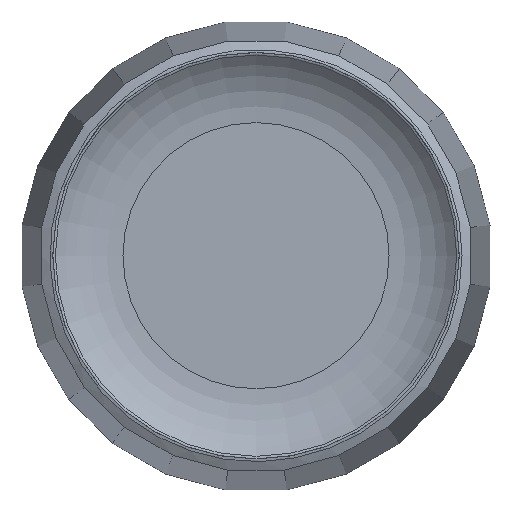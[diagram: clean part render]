
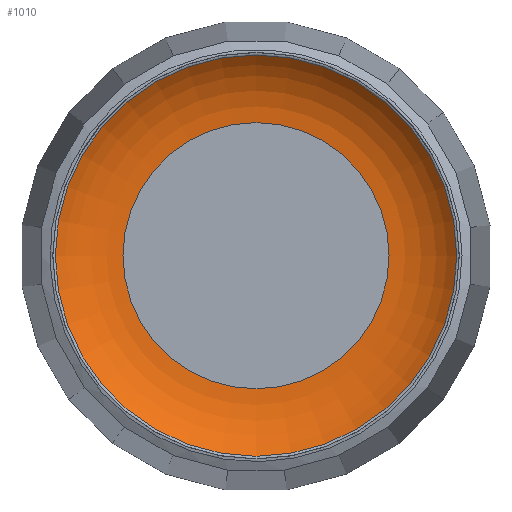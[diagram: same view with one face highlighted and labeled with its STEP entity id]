
A CAD part, top view. The second image highlights one B-rep face of the part: STEP entity #1010.
In plain terms, the highlighted toroidal (fillet/blend) face has major radius 10.887 mm and minor radius 8 mm.
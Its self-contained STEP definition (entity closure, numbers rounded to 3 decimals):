
#265=TOROIDAL_SURFACE('',#1094,10.887,8.);
#271=ORIENTED_EDGE('',*,*,#567,.T.);
#272=ORIENTED_EDGE('',*,*,#566,.F.);
#566=EDGE_CURVE('',#714,#714,#806,.T.);
#567=EDGE_CURVE('',#715,#715,#807,.T.);
#714=VERTEX_POINT('',#1497);
#715=VERTEX_POINT('',#1500);
#806=CIRCLE('',#1093,10.887);
#807=CIRCLE('',#1095,16.414);
#821=EDGE_LOOP('',(#271));
#822=EDGE_LOOP('',(#272));
#899=FACE_BOUND('',#821,.T.);
#900=FACE_BOUND('',#822,.T.);
#1010=ADVANCED_FACE('',(#899,#900),#265,.F.);
#1093=AXIS2_PLACEMENT_3D('',#1496,#1205,#1206);
#1094=AXIS2_PLACEMENT_3D('',#1498,#1207,#1208);
#1095=AXIS2_PLACEMENT_3D('',#1499,#1209,#1210);
#1205=DIRECTION('',(0.,0.,1.));
#1206=DIRECTION('',(1.,0.,0.));
#1207=DIRECTION('',(0.,0.,1.));
#1208=DIRECTION('',(1.,0.,0.));
#1209=DIRECTION('',(0.,0.,1.));
#1210=DIRECTION('',(1.,0.,0.));
#1496=CARTESIAN_POINT('',(0.,0.,15.2));
#1497=CARTESIAN_POINT('',(10.887,0.,15.2));
#1498=CARTESIAN_POINT('',(0.,0.,23.2));
#1499=CARTESIAN_POINT('',(0.,0.,17.417));
#1500=CARTESIAN_POINT('',(16.414,0.,17.417));
